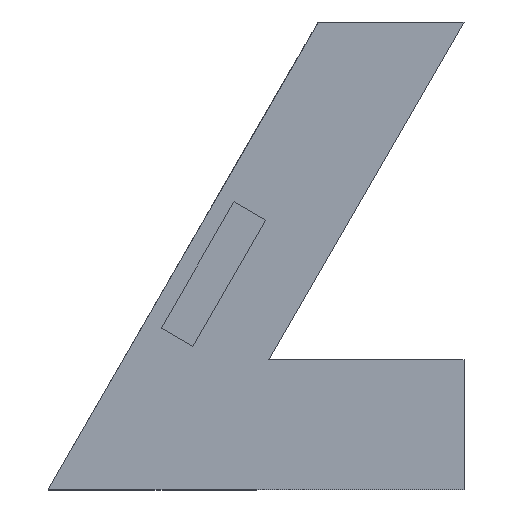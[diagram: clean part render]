
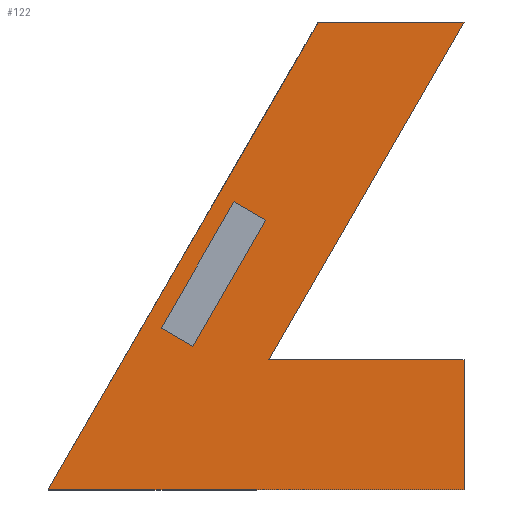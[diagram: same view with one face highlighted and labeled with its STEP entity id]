
A CAD part, front view. The second image highlights one B-rep face of the part: STEP entity #122.
In plain terms, the highlighted planar face has unit normal (0, -1, 0).
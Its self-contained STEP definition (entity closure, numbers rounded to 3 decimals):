
#24 = VERTEX_POINT('',#25);
#25 = CARTESIAN_POINT('',(-19.288,-38.945,0.));
#31 = EDGE_CURVE('',#24,#32,#34,.T.);
#32 = VERTEX_POINT('',#33);
#33 = CARTESIAN_POINT('',(60.712,-38.945,0.));
#34 = LINE('',#35,#36);
#35 = CARTESIAN_POINT('',(-19.288,-38.945,0.));
#36 = VECTOR('',#37,1.);
#37 = DIRECTION('',(1.,0.,0.));
#71 = VERTEX_POINT('',#72);
#72 = CARTESIAN_POINT('',(32.682,-38.945,90.));
#78 = EDGE_CURVE('',#24,#71,#79,.T.);
#79 = LINE('',#80,#81);
#80 = CARTESIAN_POINT('',(-19.288,-38.945,0.));
#81 = VECTOR('',#82,1.);
#82 = DIRECTION('',(0.5,0.,0.866));
#122 = ADVANCED_FACE('',(#123,#157),#191,.F.);
#123 = FACE_BOUND('',#124,.F.);
#124 = EDGE_LOOP('',(#125,#126,#127,#135,#143,#151));
#125 = ORIENTED_EDGE('',*,*,#31,.F.);
#126 = ORIENTED_EDGE('',*,*,#78,.T.);
#127 = ORIENTED_EDGE('',*,*,#128,.T.);
#128 = EDGE_CURVE('',#71,#129,#131,.T.);
#129 = VERTEX_POINT('',#130);
#130 = CARTESIAN_POINT('',(60.712,-38.945,90.));
#131 = LINE('',#132,#133);
#132 = CARTESIAN_POINT('',(-19.288,-38.945,90.));
#133 = VECTOR('',#134,1.);
#134 = DIRECTION('',(1.,0.,0.));
#135 = ORIENTED_EDGE('',*,*,#136,.T.);
#136 = EDGE_CURVE('',#129,#137,#139,.T.);
#137 = VERTEX_POINT('',#138);
#138 = CARTESIAN_POINT('',(23.196,-38.945,25.02));
#139 = LINE('',#140,#141);
#140 = CARTESIAN_POINT('',(60.712,-38.945,90.));
#141 = VECTOR('',#142,1.);
#142 = DIRECTION('',(-0.5,0.,-0.866
    ));
#143 = ORIENTED_EDGE('',*,*,#144,.T.);
#144 = EDGE_CURVE('',#137,#145,#147,.T.);
#145 = VERTEX_POINT('',#146);
#146 = CARTESIAN_POINT('',(60.712,-38.945,25.02));
#147 = LINE('',#148,#149);
#148 = CARTESIAN_POINT('',(23.196,-38.945,25.02));
#149 = VECTOR('',#150,1.);
#150 = DIRECTION('',(1.,0.,0.));
#151 = ORIENTED_EDGE('',*,*,#152,.F.);
#152 = EDGE_CURVE('',#32,#145,#153,.T.);
#153 = LINE('',#154,#155);
#154 = CARTESIAN_POINT('',(60.712,-38.945,0.));
#155 = VECTOR('',#156,1.);
#156 = DIRECTION('',(0.,0.,1.));
#157 = FACE_BOUND('',#158,.F.);
#158 = EDGE_LOOP('',(#159,#169,#177,#185));
#159 = ORIENTED_EDGE('',*,*,#160,.F.);
#160 = EDGE_CURVE('',#161,#163,#165,.T.);
#161 = VERTEX_POINT('',#162);
#162 = CARTESIAN_POINT('',(16.484,-38.945,
    55.394));
#163 = VERTEX_POINT('',#164);
#164 = CARTESIAN_POINT('',(22.546,-38.945,
    51.894));
#165 = LINE('',#166,#167);
#166 = CARTESIAN_POINT('',(16.484,-38.945,
    55.394));
#167 = VECTOR('',#168,1.);
#168 = DIRECTION('',(0.866,0.,-0.5)
  );
#169 = ORIENTED_EDGE('',*,*,#170,.T.);
#170 = EDGE_CURVE('',#161,#171,#173,.T.);
#171 = VERTEX_POINT('',#172);
#172 = CARTESIAN_POINT('',(2.484,-38.945,
    31.145));
#173 = LINE('',#174,#175);
#174 = CARTESIAN_POINT('',(16.484,-38.945,
    55.394));
#175 = VECTOR('',#176,1.);
#176 = DIRECTION('',(-0.5,0.,-0.866
    ));
#177 = ORIENTED_EDGE('',*,*,#178,.T.);
#178 = EDGE_CURVE('',#171,#179,#181,.T.);
#179 = VERTEX_POINT('',#180);
#180 = CARTESIAN_POINT('',(8.546,-38.945,
    27.645));
#181 = LINE('',#182,#183);
#182 = CARTESIAN_POINT('',(2.484,-38.945,
    31.145));
#183 = VECTOR('',#184,1.);
#184 = DIRECTION('',(0.866,0.,-0.5)
  );
#185 = ORIENTED_EDGE('',*,*,#186,.T.);
#186 = EDGE_CURVE('',#179,#163,#187,.T.);
#187 = LINE('',#188,#189);
#188 = CARTESIAN_POINT('',(8.546,-38.945,
    27.645));
#189 = VECTOR('',#190,1.);
#190 = DIRECTION('',(0.5,0.,0.866));
#191 = PLANE('',#192);
#192 = AXIS2_PLACEMENT_3D('',#193,#194,#195);
#193 = CARTESIAN_POINT('',(-19.288,-38.945,0.));
#194 = DIRECTION('',(0.,1.,0.));
#195 = DIRECTION('',(1.,0.,0.));
